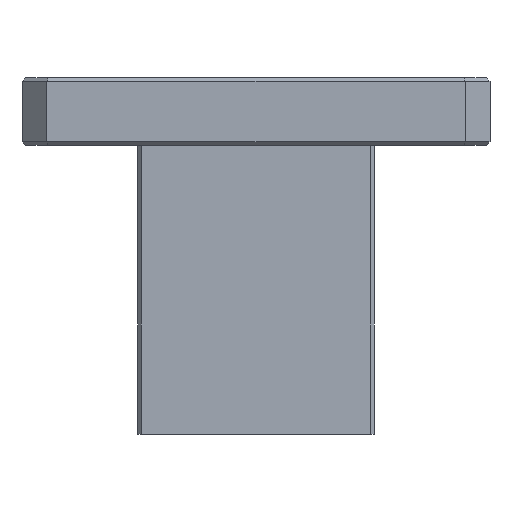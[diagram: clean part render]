
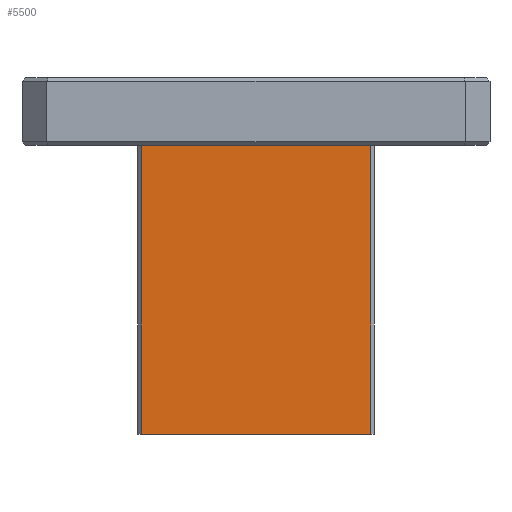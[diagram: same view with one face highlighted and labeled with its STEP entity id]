
A CAD part, front view. The second image highlights one B-rep face of the part: STEP entity #5500.
In plain terms, the highlighted planar face has unit normal (0, -1, 0).
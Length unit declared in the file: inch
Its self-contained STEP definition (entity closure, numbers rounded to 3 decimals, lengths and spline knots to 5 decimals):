
#174 = AXIS2_PLACEMENT_3D ( 'NONE', #750, #1728, #3635 ) ;
#258 = PLANE ( 'NONE',  #174 ) ;
#641 = LINE ( 'NONE', #3088, #2568 ) ;
#750 = CARTESIAN_POINT ( 'NONE',  ( 0.45599, 0.15717, -0.12954 ) ) ;
#764 = CARTESIAN_POINT ( 'NONE',  ( -0.19701, 0.15717, 0.68046 ) ) ;
#1172 = FACE_OUTER_BOUND ( 'NONE', #5291, .T. ) ;
#1571 = LINE ( 'NONE', #5122, #2358 ) ;
#1725 = EDGE_CURVE ( 'NONE', #5424, #3964, #641, .T. ) ;
#1728 = DIRECTION ( 'NONE',  ( 0., 1., 0. ) ) ;
#1838 = VECTOR ( 'NONE', #5092, 39.37008 ) ;
#2009 = VERTEX_POINT ( 'NONE', #764 ) ;
#2358 = VECTOR ( 'NONE', #4555, 39.37008 ) ;
#2568 = VECTOR ( 'NONE', #2634, 39.37008 ) ;
#2634 = DIRECTION ( 'NONE',  ( -1., 0., 0. ) ) ;
#2675 = LINE ( 'NONE', #4265, #6287 ) ;
#2719 = CARTESIAN_POINT ( 'NONE',  ( 0.44599, 0.15717, 0.68046 ) ) ;
#2850 = ORIENTED_EDGE ( 'NONE', *, *, #4732, .T. ) ;
#3088 = CARTESIAN_POINT ( 'NONE',  ( 0.45599, 0.15717, -0.12954 ) ) ;
#3106 = CARTESIAN_POINT ( 'NONE',  ( 0.44599, 0.15717, -0.12954 ) ) ;
#3190 = EDGE_CURVE ( 'NONE', #5424, #4246, #5557, .T. ) ;
#3635 = DIRECTION ( 'NONE',  ( 0., 0., 1. ) ) ;
#3964 = VERTEX_POINT ( 'NONE', #4581 ) ;
#4125 = EDGE_CURVE ( 'NONE', #4246, #2009, #2675, .T. ) ;
#4246 = VERTEX_POINT ( 'NONE', #2719 ) ;
#4265 = CARTESIAN_POINT ( 'NONE',  ( 0.45599, 0.15717, 0.68046 ) ) ;
#4555 = DIRECTION ( 'NONE',  ( 0., 0., -1. ) ) ;
#4581 = CARTESIAN_POINT ( 'NONE',  ( -0.19701, 0.15717, -0.12954 ) ) ;
#4645 = DIRECTION ( 'NONE',  ( -1., 0., 0. ) ) ;
#4692 = ORIENTED_EDGE ( 'NONE', *, *, #4125, .T. ) ;
#4727 = ORIENTED_EDGE ( 'NONE', *, *, #1725, .F. ) ;
#4732 = EDGE_CURVE ( 'NONE', #2009, #3964, #1571, .T. ) ;
#4895 = CARTESIAN_POINT ( 'NONE',  ( 0.44599, 0.15717, -0.12954 ) ) ;
#5092 = DIRECTION ( 'NONE',  ( 0., 0., 1. ) ) ;
#5122 = CARTESIAN_POINT ( 'NONE',  ( -0.19701, 0.15717, -0.12954 ) ) ;
#5291 = EDGE_LOOP ( 'NONE', ( #4692, #2850, #4727, #5677 ) ) ;
#5424 = VERTEX_POINT ( 'NONE', #4895 ) ;
#5500 = ADVANCED_FACE ( 'NONE', ( #1172 ), #258, .F. ) ;
#5557 = LINE ( 'NONE', #3106, #1838 ) ;
#5677 = ORIENTED_EDGE ( 'NONE', *, *, #3190, .T. ) ;
#6287 = VECTOR ( 'NONE', #4645, 39.37008 ) ;
